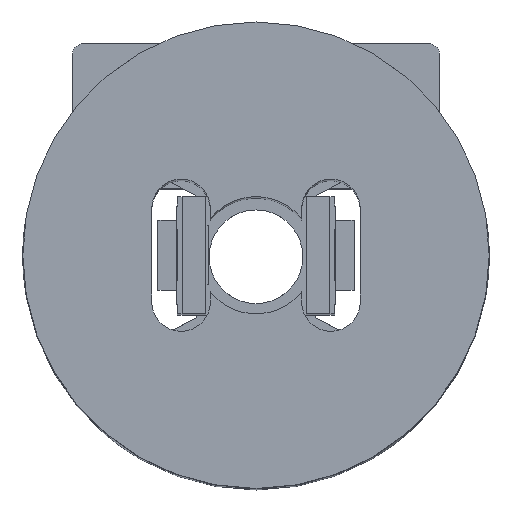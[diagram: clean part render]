
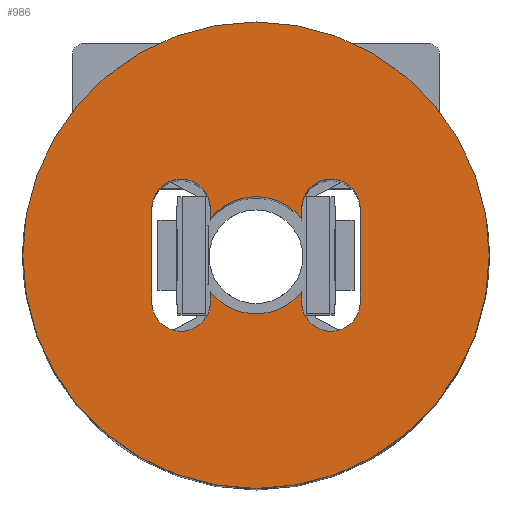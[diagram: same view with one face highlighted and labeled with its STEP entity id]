
A CAD part, top view. The second image highlights one B-rep face of the part: STEP entity #986.
In plain terms, the highlighted planar face has unit normal (0, 0, 1).
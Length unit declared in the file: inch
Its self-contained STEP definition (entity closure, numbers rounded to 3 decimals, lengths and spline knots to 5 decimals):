
#986 = ADVANCED_FACE ( 'NONE', ( #12539, #12533 ), #15646, .T. ) ;
#2124 = EDGE_LOOP ( 'NONE', ( #16983, #16992, #16997, #17000, #16998, #16995, #16984, #17002, #17021, #17307, #17098, #17103 ) ) ;
#2320 = EDGE_LOOP ( 'NONE', ( #17102, #17105 ) ) ;
#3304 = VERTEX_POINT ( 'NONE', #11952 ) ;
#3329 = VERTEX_POINT ( 'NONE', #12100 ) ;
#4048 = LINE ( 'NONE', #14417, #4893 ) ;
#4058 = LINE ( 'NONE', #14898, #4827 ) ;
#4089 = CIRCLE ( 'NONE', #9814, 0.125 ) ;
#4827 = VECTOR ( 'NONE', #14899, 39.37008 ) ;
#4837 = CIRCLE ( 'NONE', #9813, 0.0625 ) ;
#4893 = VECTOR ( 'NONE', #14419, 39.37008 ) ;
#4927 = CIRCLE ( 'NONE', #9551, 0.498 ) ;
#4933 = CIRCLE ( 'NONE', #8977, 0.0625 ) ;
#4937 = CIRCLE ( 'NONE', #9681, 0.125 ) ;
#4947 = LINE ( 'NONE', #7700, #4954 ) ;
#4954 = VECTOR ( 'NONE', #7705, 39.37008 ) ;
#5114 = LINE ( 'NONE', #7470, #5127 ) ;
#5127 = VECTOR ( 'NONE', #7469, 39.37008 ) ;
#5259 = CIRCLE ( 'NONE', #9683, 0.498 ) ;
#5304 = LINE ( 'NONE', #21196, #5314 ) ;
#5314 = VECTOR ( 'NONE', #21209, 39.37008 ) ;
#5317 = CIRCLE ( 'NONE', #9831, 0.0625 ) ;
#5327 = CIRCLE ( 'NONE', #9811, 0.0625 ) ;
#5386 = LINE ( 'NONE', #21033, #5399 ) ;
#5399 = VECTOR ( 'NONE', #21031, 39.37008 ) ;
#7371 = CARTESIAN_POINT ( 'NONE',  ( 0.02848, -0.09096, 1.01247 ) ) ;
#7372 = DIRECTION ( 'NONE',  ( 0., 0., 1. ) ) ;
#7373 = DIRECTION ( 'NONE',  ( 1., 0., 0. ) ) ;
#7469 = DIRECTION ( 'NONE',  ( 0., 1., 0. ) ) ;
#7470 = CARTESIAN_POINT ( 'NONE',  ( -0.06902, 0.00904, 1.01247 ) ) ;
#7697 = DIRECTION ( 'NONE',  ( 1., 0., 0. ) ) ;
#7698 = DIRECTION ( 'NONE',  ( 0., 0., 1. ) ) ;
#7699 = CARTESIAN_POINT ( 'NONE',  ( 0.02848, -0.09096, 1.01247 ) ) ;
#7700 = CARTESIAN_POINT ( 'NONE',  ( 0.12598, 0.00904, 1.01247 ) ) ;
#7705 = DIRECTION ( 'NONE',  ( 0., -1., 0. ) ) ;
#8977 = AXIS2_PLACEMENT_3D ( 'NONE', #14308, #14307, #14305 ) ;
#9307 = AXIS2_PLACEMENT_3D ( 'NONE', #15638, #15637, #15636 ) ;
#9551 = AXIS2_PLACEMENT_3D ( 'NONE', #7371, #7372, #7373 ) ;
#9681 = AXIS2_PLACEMENT_3D ( 'NONE', #7699, #7698, #7697 ) ;
#9683 = AXIS2_PLACEMENT_3D ( 'NONE', #21211, #21203, #21219 ) ;
#9811 = AXIS2_PLACEMENT_3D ( 'NONE', #14385, #14384, #14386 ) ;
#9813 = AXIS2_PLACEMENT_3D ( 'NONE', #14607, #14024, #14604 ) ;
#9814 = AXIS2_PLACEMENT_3D ( 'NONE', #14538, #14543, #13987 ) ;
#9831 = AXIS2_PLACEMENT_3D ( 'NONE', #21029, #21028, #21027 ) ;
#10146 = VERTEX_POINT ( 'NONE', #12773 ) ;
#10221 = VERTEX_POINT ( 'NONE', #12808 ) ;
#10225 = VERTEX_POINT ( 'NONE', #12807 ) ;
#10405 = VERTEX_POINT ( 'NONE', #13176 ) ;
#10504 = VERTEX_POINT ( 'NONE', #13100 ) ;
#10561 = VERTEX_POINT ( 'NONE', #13063 ) ;
#10617 = VERTEX_POINT ( 'NONE', #13012 ) ;
#10652 = VERTEX_POINT ( 'NONE', #12678 ) ;
#10833 = VERTEX_POINT ( 'NONE', #13341 ) ;
#10862 = VERTEX_POINT ( 'NONE', #13363 ) ;
#10979 = VERTEX_POINT ( 'NONE', #13452 ) ;
#11018 = VERTEX_POINT ( 'NONE', #13471 ) ;
#11952 = CARTESIAN_POINT ( 'NONE',  ( -0.46952, -0.09096, 1.01247 ) ) ;
#12100 = CARTESIAN_POINT ( 'NONE',  ( 0.52648, -0.09096, 1.01247 ) ) ;
#12533 = FACE_OUTER_BOUND ( 'NONE', #2320, .T. ) ;
#12539 = FACE_BOUND ( 'NONE', #2124, .T. ) ;
#12678 = CARTESIAN_POINT ( 'NONE',  ( -0.19402, 0.00904, 1.01247 ) ) ;
#12773 = CARTESIAN_POINT ( 'NONE',  ( -0.19402, -0.19096, 1.01247 ) ) ;
#12807 = CARTESIAN_POINT ( 'NONE',  ( 0.25098, -0.19096, 1.01247 ) ) ;
#12808 = CARTESIAN_POINT ( 'NONE',  ( -0.06902, -0.01274, 1.01247 ) ) ;
#13012 = CARTESIAN_POINT ( 'NONE',  ( 0.25098, 0.00904, 1.01247 ) ) ;
#13063 = CARTESIAN_POINT ( 'NONE',  ( 0.12598, -0.01274, 1.01247 ) ) ;
#13100 = CARTESIAN_POINT ( 'NONE',  ( -0.06902, -0.19096, 1.01247 ) ) ;
#13176 = CARTESIAN_POINT ( 'NONE',  ( 0.12598, -0.16919, 1.01247 ) ) ;
#13341 = CARTESIAN_POINT ( 'NONE',  ( -0.06902, -0.16919, 1.01247 ) ) ;
#13363 = CARTESIAN_POINT ( 'NONE',  ( 0.12598, -0.19096, 1.01247 ) ) ;
#13452 = CARTESIAN_POINT ( 'NONE',  ( 0.12598, 0.00904, 1.01247 ) ) ;
#13471 = CARTESIAN_POINT ( 'NONE',  ( -0.06902, 0.00904, 1.01247 ) ) ;
#13987 = DIRECTION ( 'NONE',  ( 1., 0., 0. ) ) ;
#14024 = DIRECTION ( 'NONE',  ( 0., 0., 1. ) ) ;
#14305 = DIRECTION ( 'NONE',  ( 1., 0., 0. ) ) ;
#14307 = DIRECTION ( 'NONE',  ( 0., 0., 1. ) ) ;
#14308 = CARTESIAN_POINT ( 'NONE',  ( -0.13152, 0.00904, 1.01247 ) ) ;
#14384 = DIRECTION ( 'NONE',  ( 0., 0., 1. ) ) ;
#14385 = CARTESIAN_POINT ( 'NONE',  ( 0.18848, -0.19096, 1.01247 ) ) ;
#14386 = DIRECTION ( 'NONE',  ( 1., 0., 0. ) ) ;
#14417 = CARTESIAN_POINT ( 'NONE',  ( -0.06902, 0.00904, 1.01247 ) ) ;
#14419 = DIRECTION ( 'NONE',  ( 0., 1., 0. ) ) ;
#14538 = CARTESIAN_POINT ( 'NONE',  ( 0.02848, -0.09096, 1.01247 ) ) ;
#14543 = DIRECTION ( 'NONE',  ( 0., 0., 1. ) ) ;
#14604 = DIRECTION ( 'NONE',  ( -1., 0., 0. ) ) ;
#14607 = CARTESIAN_POINT ( 'NONE',  ( -0.13152, -0.19096, 1.01247 ) ) ;
#14898 = CARTESIAN_POINT ( 'NONE',  ( 0.25098, 0.00904, 1.01247 ) ) ;
#14899 = DIRECTION ( 'NONE',  ( 0., 1., 0. ) ) ;
#15636 = DIRECTION ( 'NONE',  ( 1., 0., 0. ) ) ;
#15637 = DIRECTION ( 'NONE',  ( 0., 0., 1. ) ) ;
#15638 = CARTESIAN_POINT ( 'NONE',  ( 0.02848, -0.09096, 1.01247 ) ) ;
#15646 = PLANE ( 'NONE',  #9307 ) ;
#16983 = ORIENTED_EDGE ( 'NONE', *, *, #19673, .F. ) ;
#16984 = ORIENTED_EDGE ( 'NONE', *, *, #20085, .F. ) ;
#16992 = ORIENTED_EDGE ( 'NONE', *, *, #19674, .F. ) ;
#16995 = ORIENTED_EDGE ( 'NONE', *, *, #19841, .F. ) ;
#16997 = ORIENTED_EDGE ( 'NONE', *, *, #19842, .F. ) ;
#16998 = ORIENTED_EDGE ( 'NONE', *, *, #20061, .F. ) ;
#17000 = ORIENTED_EDGE ( 'NONE', *, *, #20197, .F. ) ;
#17002 = ORIENTED_EDGE ( 'NONE', *, *, #19748, .F. ) ;
#17021 = ORIENTED_EDGE ( 'NONE', *, *, #20095, .F. ) ;
#17098 = ORIENTED_EDGE ( 'NONE', *, *, #20170, .F. ) ;
#17102 = ORIENTED_EDGE ( 'NONE', *, *, #19609, .T. ) ;
#17103 = ORIENTED_EDGE ( 'NONE', *, *, #20066, .F. ) ;
#17105 = ORIENTED_EDGE ( 'NONE', *, *, #19774, .T. ) ;
#17307 = ORIENTED_EDGE ( 'NONE', *, *, #19786, .F. ) ;
#19609 = EDGE_CURVE ( 'NONE', #3329, #3304, #4927, .T. ) ;
#19673 = EDGE_CURVE ( 'NONE', #10561, #10221, #4937, .T. ) ;
#19674 = EDGE_CURVE ( 'NONE', #10979, #10561, #4947, .T. ) ;
#19748 = EDGE_CURVE ( 'NONE', #10504, #10833, #5114, .T. ) ;
#19774 = EDGE_CURVE ( 'NONE', #3304, #3329, #5259, .T. ) ;
#19786 = EDGE_CURVE ( 'NONE', #10652, #10146, #5304, .T. ) ;
#19841 = EDGE_CURVE ( 'NONE', #10405, #10862, #5386, .T. ) ;
#19842 = EDGE_CURVE ( 'NONE', #10617, #10979, #5317, .T. ) ;
#20061 = EDGE_CURVE ( 'NONE', #10862, #10225, #5327, .T. ) ;
#20066 = EDGE_CURVE ( 'NONE', #10221, #11018, #4048, .T. ) ;
#20085 = EDGE_CURVE ( 'NONE', #10833, #10405, #4089, .T. ) ;
#20095 = EDGE_CURVE ( 'NONE', #10146, #10504, #4837, .T. ) ;
#20170 = EDGE_CURVE ( 'NONE', #11018, #10652, #4933, .T. ) ;
#20197 = EDGE_CURVE ( 'NONE', #10225, #10617, #4058, .T. ) ;
#21027 = DIRECTION ( 'NONE',  ( -1., 0., 0. ) ) ;
#21028 = DIRECTION ( 'NONE',  ( 0., 0., 1. ) ) ;
#21029 = CARTESIAN_POINT ( 'NONE',  ( 0.18848, 0.00904, 1.01247 ) ) ;
#21031 = DIRECTION ( 'NONE',  ( 0., -1., 0. ) ) ;
#21033 = CARTESIAN_POINT ( 'NONE',  ( 0.12598, 0.00904, 1.01247 ) ) ;
#21196 = CARTESIAN_POINT ( 'NONE',  ( -0.19402, 0.00904, 1.01247 ) ) ;
#21203 = DIRECTION ( 'NONE',  ( 0., 0., 1. ) ) ;
#21209 = DIRECTION ( 'NONE',  ( 0., -1., 0. ) ) ;
#21211 = CARTESIAN_POINT ( 'NONE',  ( 0.02848, -0.09096, 1.01247 ) ) ;
#21219 = DIRECTION ( 'NONE',  ( 1., 0., 0. ) ) ;
